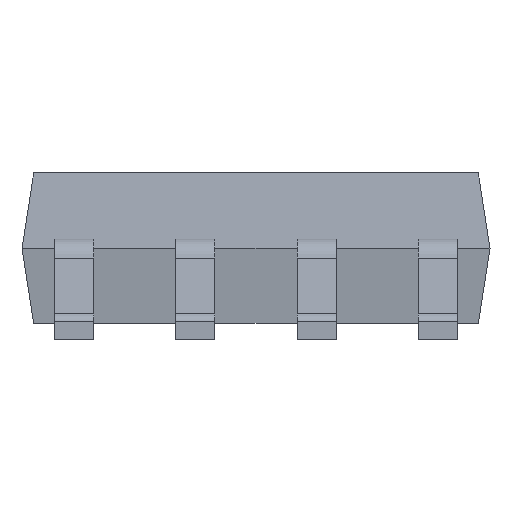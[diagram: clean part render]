
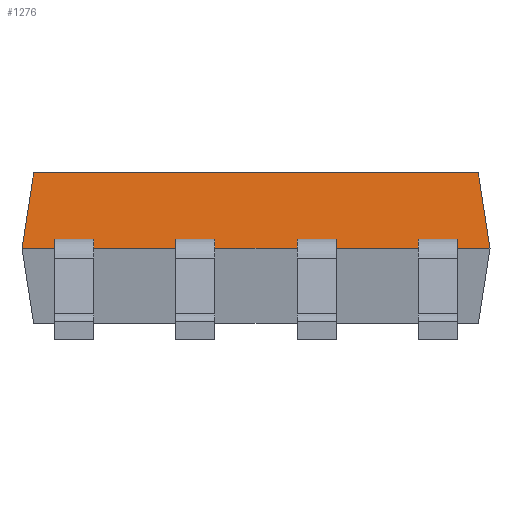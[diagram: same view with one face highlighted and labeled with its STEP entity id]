
A CAD part, left-side view. The second image highlights one B-rep face of the part: STEP entity #1276.
In plain terms, the highlighted free-form (B-spline) face has degree [1, 1] with [2, 2] control points.
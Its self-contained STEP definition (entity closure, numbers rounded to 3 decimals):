
#24 = VERTEX_POINT('',#25);
#25 = CARTESIAN_POINT('',(-1.85,-2.33,1.75));
#31 = EDGE_CURVE('',#24,#32,#34,.T.);
#32 = VERTEX_POINT('',#33);
#33 = CARTESIAN_POINT('',(-1.85,2.33,1.75));
#34 = LINE('',#35,#36);
#35 = CARTESIAN_POINT('',(-1.85,-2.33,1.75));
#36 = VECTOR('',#37,1.);
#37 = DIRECTION('',(0.,1.,0.));
#1081 = EDGE_CURVE('',#24,#1082,#1084,.T.);
#1082 = VERTEX_POINT('',#1083);
#1083 = CARTESIAN_POINT('',(-1.948,-2.453,0.963));
#1084 = B_SPLINE_CURVE_WITH_KNOTS('',1,(#1085,#1086),.UNSPECIFIED.,.F.,
  .F.,(2,2),(0.,1.),.PIECEWISE_BEZIER_KNOTS.);
#1085 = CARTESIAN_POINT('',(-1.85,-2.33,1.75));
#1086 = CARTESIAN_POINT('',(-1.948,-2.453,0.963));
#1276 = ADVANCED_FACE('',(#1277),#1442,.T.);
#1277 = FACE_BOUND('',#1278,.T.);
#1278 = EDGE_LOOP('',(#1279,#1280,#1281,#1288,#1296,#1308,#1315,#1327,
    #1335,#1345,#1352,#1362,#1370,#1380,#1387,#1397,#1405,#1417,#1424,
    #1436));
#1279 = ORIENTED_EDGE('',*,*,#1081,.F.);
#1280 = ORIENTED_EDGE('',*,*,#31,.T.);
#1281 = ORIENTED_EDGE('',*,*,#1282,.T.);
#1282 = EDGE_CURVE('',#32,#1283,#1285,.T.);
#1283 = VERTEX_POINT('',#1284);
#1284 = CARTESIAN_POINT('',(-1.948,2.453,0.963));
#1285 = B_SPLINE_CURVE_WITH_KNOTS('',1,(#1286,#1287),.UNSPECIFIED.,.F.,
  .F.,(2,2),(0.,1.),.PIECEWISE_BEZIER_KNOTS.);
#1286 = CARTESIAN_POINT('',(-1.85,2.33,1.75));
#1287 = CARTESIAN_POINT('',(-1.948,2.453,0.963));
#1288 = ORIENTED_EDGE('',*,*,#1289,.F.);
#1289 = EDGE_CURVE('',#1290,#1283,#1292,.T.);
#1290 = VERTEX_POINT('',#1291);
#1291 = CARTESIAN_POINT('',(-1.948,2.11,0.963));
#1292 = LINE('',#1293,#1294);
#1293 = CARTESIAN_POINT('',(-1.948,-2.453,0.963));
#1294 = VECTOR('',#1295,1.);
#1295 = DIRECTION('',(0.,1.,0.));
#1296 = ORIENTED_EDGE('',*,*,#1297,.F.);
#1297 = EDGE_CURVE('',#1298,#1290,#1300,.T.);
#1298 = VERTEX_POINT('',#1299);
#1299 = CARTESIAN_POINT('',(-1.936,2.11,1.058));
#1300 = B_SPLINE_CURVE_WITH_KNOTS('',6,(#1301,#1302,#1303,#1304,#1305,
    #1306,#1307),.UNSPECIFIED.,.F.,.F.,(7,7),(0.,1.),
  .PIECEWISE_BEZIER_KNOTS.);
#1301 = CARTESIAN_POINT('',(-1.936,2.11,1.058));
#1302 = CARTESIAN_POINT('',(-1.938,2.11,1.041));
#1303 = CARTESIAN_POINT('',(-1.939,2.11,1.028));
#1304 = CARTESIAN_POINT('',(-1.942,2.11,1.011));
#1305 = CARTESIAN_POINT('',(-1.944,2.11,0.989));
#1306 = CARTESIAN_POINT('',(-1.947,2.11,0.968));
#1307 = CARTESIAN_POINT('',(-1.948,2.11,0.963));
#1308 = ORIENTED_EDGE('',*,*,#1309,.T.);
#1309 = EDGE_CURVE('',#1298,#1310,#1312,.T.);
#1310 = VERTEX_POINT('',#1311);
#1311 = CARTESIAN_POINT('',(-1.936,1.7,1.058));
#1312 = B_SPLINE_CURVE_WITH_KNOTS('',1,(#1313,#1314),.UNSPECIFIED.,.F.,
  .F.,(2,2),(0.,1.),.PIECEWISE_BEZIER_KNOTS.);
#1313 = CARTESIAN_POINT('',(-1.936,2.11,1.058));
#1314 = CARTESIAN_POINT('',(-1.936,1.7,1.058));
#1315 = ORIENTED_EDGE('',*,*,#1316,.T.);
#1316 = EDGE_CURVE('',#1310,#1317,#1319,.T.);
#1317 = VERTEX_POINT('',#1318);
#1318 = CARTESIAN_POINT('',(-1.948,1.7,0.963));
#1319 = B_SPLINE_CURVE_WITH_KNOTS('',6,(#1320,#1321,#1322,#1323,#1324,
    #1325,#1326),.UNSPECIFIED.,.F.,.F.,(7,7),(0.,1.),
  .PIECEWISE_BEZIER_KNOTS.);
#1320 = CARTESIAN_POINT('',(-1.936,1.7,1.058));
#1321 = CARTESIAN_POINT('',(-1.938,1.7,1.039));
#1322 = CARTESIAN_POINT('',(-1.94,1.7,1.026));
#1323 = CARTESIAN_POINT('',(-1.942,1.7,1.009));
#1324 = CARTESIAN_POINT('',(-1.944,1.7,0.988));
#1325 = CARTESIAN_POINT('',(-1.947,1.7,0.967));
#1326 = CARTESIAN_POINT('',(-1.948,1.7,0.963));
#1327 = ORIENTED_EDGE('',*,*,#1328,.F.);
#1328 = EDGE_CURVE('',#1329,#1317,#1331,.T.);
#1329 = VERTEX_POINT('',#1330);
#1330 = CARTESIAN_POINT('',(-1.948,0.84,0.963));
#1331 = LINE('',#1332,#1333);
#1332 = CARTESIAN_POINT('',(-1.948,-2.453,0.963));
#1333 = VECTOR('',#1334,1.);
#1334 = DIRECTION('',(0.,1.,0.));
#1335 = ORIENTED_EDGE('',*,*,#1336,.F.);
#1336 = EDGE_CURVE('',#1337,#1329,#1339,.T.);
#1337 = VERTEX_POINT('',#1338);
#1338 = CARTESIAN_POINT('',(-1.936,0.84,1.058));
#1339 = B_SPLINE_CURVE_WITH_KNOTS('',4,(#1340,#1341,#1342,#1343,#1344),
  .UNSPECIFIED.,.F.,.F.,(5,5),(0.,1.),.PIECEWISE_BEZIER_KNOTS.);
#1340 = CARTESIAN_POINT('',(-1.936,0.84,1.058));
#1341 = CARTESIAN_POINT('',(-1.939,0.84,1.034));
#1342 = CARTESIAN_POINT('',(-1.942,0.84,1.01));
#1343 = CARTESIAN_POINT('',(-1.945,0.84,0.986));
#1344 = CARTESIAN_POINT('',(-1.948,0.84,0.963));
#1345 = ORIENTED_EDGE('',*,*,#1346,.T.);
#1346 = EDGE_CURVE('',#1337,#1347,#1349,.T.);
#1347 = VERTEX_POINT('',#1348);
#1348 = CARTESIAN_POINT('',(-1.936,0.43,1.058));
#1349 = B_SPLINE_CURVE_WITH_KNOTS('',1,(#1350,#1351),.UNSPECIFIED.,.F.,
  .F.,(2,2),(0.,1.),.PIECEWISE_BEZIER_KNOTS.);
#1350 = CARTESIAN_POINT('',(-1.936,0.84,1.058));
#1351 = CARTESIAN_POINT('',(-1.936,0.43,1.058));
#1352 = ORIENTED_EDGE('',*,*,#1353,.T.);
#1353 = EDGE_CURVE('',#1347,#1354,#1356,.T.);
#1354 = VERTEX_POINT('',#1355);
#1355 = CARTESIAN_POINT('',(-1.948,0.43,0.963));
#1356 = B_SPLINE_CURVE_WITH_KNOTS('',4,(#1357,#1358,#1359,#1360,#1361),
  .UNSPECIFIED.,.F.,.F.,(5,5),(0.,1.),.PIECEWISE_BEZIER_KNOTS.);
#1357 = CARTESIAN_POINT('',(-1.936,0.43,1.058));
#1358 = CARTESIAN_POINT('',(-1.939,0.43,1.034));
#1359 = CARTESIAN_POINT('',(-1.942,0.43,1.01));
#1360 = CARTESIAN_POINT('',(-1.945,0.43,0.986));
#1361 = CARTESIAN_POINT('',(-1.948,0.43,0.963));
#1362 = ORIENTED_EDGE('',*,*,#1363,.F.);
#1363 = EDGE_CURVE('',#1364,#1354,#1366,.T.);
#1364 = VERTEX_POINT('',#1365);
#1365 = CARTESIAN_POINT('',(-1.948,-0.43,0.963));
#1366 = LINE('',#1367,#1368);
#1367 = CARTESIAN_POINT('',(-1.948,-2.453,0.963));
#1368 = VECTOR('',#1369,1.);
#1369 = DIRECTION('',(0.,1.,0.));
#1370 = ORIENTED_EDGE('',*,*,#1371,.F.);
#1371 = EDGE_CURVE('',#1372,#1364,#1374,.T.);
#1372 = VERTEX_POINT('',#1373);
#1373 = CARTESIAN_POINT('',(-1.936,-0.43,1.058));
#1374 = B_SPLINE_CURVE_WITH_KNOTS('',4,(#1375,#1376,#1377,#1378,#1379),
  .UNSPECIFIED.,.F.,.F.,(5,5),(0.,1.),.PIECEWISE_BEZIER_KNOTS.);
#1375 = CARTESIAN_POINT('',(-1.936,-0.43,1.058));
#1376 = CARTESIAN_POINT('',(-1.939,-0.43,1.034));
#1377 = CARTESIAN_POINT('',(-1.942,-0.43,1.01));
#1378 = CARTESIAN_POINT('',(-1.945,-0.43,0.986));
#1379 = CARTESIAN_POINT('',(-1.948,-0.43,0.963));
#1380 = ORIENTED_EDGE('',*,*,#1381,.T.);
#1381 = EDGE_CURVE('',#1372,#1382,#1384,.T.);
#1382 = VERTEX_POINT('',#1383);
#1383 = CARTESIAN_POINT('',(-1.936,-0.84,1.058));
#1384 = B_SPLINE_CURVE_WITH_KNOTS('',1,(#1385,#1386),.UNSPECIFIED.,.F.,
  .F.,(2,2),(0.,1.),.PIECEWISE_BEZIER_KNOTS.);
#1385 = CARTESIAN_POINT('',(-1.936,-0.43,1.058));
#1386 = CARTESIAN_POINT('',(-1.936,-0.84,1.058));
#1387 = ORIENTED_EDGE('',*,*,#1388,.T.);
#1388 = EDGE_CURVE('',#1382,#1389,#1391,.T.);
#1389 = VERTEX_POINT('',#1390);
#1390 = CARTESIAN_POINT('',(-1.948,-0.84,0.963));
#1391 = B_SPLINE_CURVE_WITH_KNOTS('',4,(#1392,#1393,#1394,#1395,#1396),
  .UNSPECIFIED.,.F.,.F.,(5,5),(0.,1.),.PIECEWISE_BEZIER_KNOTS.);
#1392 = CARTESIAN_POINT('',(-1.936,-0.84,1.058));
#1393 = CARTESIAN_POINT('',(-1.939,-0.84,1.034));
#1394 = CARTESIAN_POINT('',(-1.942,-0.84,1.01));
#1395 = CARTESIAN_POINT('',(-1.945,-0.84,0.986));
#1396 = CARTESIAN_POINT('',(-1.948,-0.84,0.963));
#1397 = ORIENTED_EDGE('',*,*,#1398,.F.);
#1398 = EDGE_CURVE('',#1399,#1389,#1401,.T.);
#1399 = VERTEX_POINT('',#1400);
#1400 = CARTESIAN_POINT('',(-1.948,-1.7,0.963));
#1401 = LINE('',#1402,#1403);
#1402 = CARTESIAN_POINT('',(-1.948,-2.453,0.963));
#1403 = VECTOR('',#1404,1.);
#1404 = DIRECTION('',(0.,1.,0.));
#1405 = ORIENTED_EDGE('',*,*,#1406,.F.);
#1406 = EDGE_CURVE('',#1407,#1399,#1409,.T.);
#1407 = VERTEX_POINT('',#1408);
#1408 = CARTESIAN_POINT('',(-1.936,-1.7,1.058));
#1409 = B_SPLINE_CURVE_WITH_KNOTS('',6,(#1410,#1411,#1412,#1413,#1414,
    #1415,#1416),.UNSPECIFIED.,.F.,.F.,(7,7),(0.,1.),
  .PIECEWISE_BEZIER_KNOTS.);
#1410 = CARTESIAN_POINT('',(-1.936,-1.7,1.058));
#1411 = CARTESIAN_POINT('',(-1.938,-1.7,1.039));
#1412 = CARTESIAN_POINT('',(-1.94,-1.7,1.026));
#1413 = CARTESIAN_POINT('',(-1.942,-1.7,1.009));
#1414 = CARTESIAN_POINT('',(-1.944,-1.7,0.988));
#1415 = CARTESIAN_POINT('',(-1.947,-1.7,0.967));
#1416 = CARTESIAN_POINT('',(-1.948,-1.7,0.963));
#1417 = ORIENTED_EDGE('',*,*,#1418,.T.);
#1418 = EDGE_CURVE('',#1407,#1419,#1421,.T.);
#1419 = VERTEX_POINT('',#1420);
#1420 = CARTESIAN_POINT('',(-1.936,-2.11,1.058));
#1421 = B_SPLINE_CURVE_WITH_KNOTS('',1,(#1422,#1423),.UNSPECIFIED.,.F.,
  .F.,(2,2),(0.,1.),.PIECEWISE_BEZIER_KNOTS.);
#1422 = CARTESIAN_POINT('',(-1.936,-1.7,1.058));
#1423 = CARTESIAN_POINT('',(-1.936,-2.11,1.058));
#1424 = ORIENTED_EDGE('',*,*,#1425,.T.);
#1425 = EDGE_CURVE('',#1419,#1426,#1428,.T.);
#1426 = VERTEX_POINT('',#1427);
#1427 = CARTESIAN_POINT('',(-1.948,-2.11,0.963));
#1428 = B_SPLINE_CURVE_WITH_KNOTS('',6,(#1429,#1430,#1431,#1432,#1433,
    #1434,#1435),.UNSPECIFIED.,.F.,.F.,(7,7),(0.,1.),
  .PIECEWISE_BEZIER_KNOTS.);
#1429 = CARTESIAN_POINT('',(-1.936,-2.11,1.058));
#1430 = CARTESIAN_POINT('',(-1.938,-2.11,1.041));
#1431 = CARTESIAN_POINT('',(-1.939,-2.11,1.028));
#1432 = CARTESIAN_POINT('',(-1.942,-2.11,1.011));
#1433 = CARTESIAN_POINT('',(-1.944,-2.11,0.989));
#1434 = CARTESIAN_POINT('',(-1.947,-2.11,0.968));
#1435 = CARTESIAN_POINT('',(-1.948,-2.11,0.963));
#1436 = ORIENTED_EDGE('',*,*,#1437,.F.);
#1437 = EDGE_CURVE('',#1082,#1426,#1438,.T.);
#1438 = LINE('',#1439,#1440);
#1439 = CARTESIAN_POINT('',(-1.948,-2.453,0.963));
#1440 = VECTOR('',#1441,1.);
#1441 = DIRECTION('',(0.,1.,0.));
#1442 = B_SPLINE_SURFACE_WITH_KNOTS('',1,1,(
    (#1443,#1444)
    ,(#1445,#1446
    )),.UNSPECIFIED.,.F.,.F.,.F.,(2,2),(2,2),(0.,4.905),(0.,1.),
  .PIECEWISE_BEZIER_KNOTS.);
#1443 = CARTESIAN_POINT('',(-1.85,-2.33,1.75));
#1444 = CARTESIAN_POINT('',(-1.948,-2.453,0.963));
#1445 = CARTESIAN_POINT('',(-1.85,2.33,1.75));
#1446 = CARTESIAN_POINT('',(-1.948,2.453,0.963));
